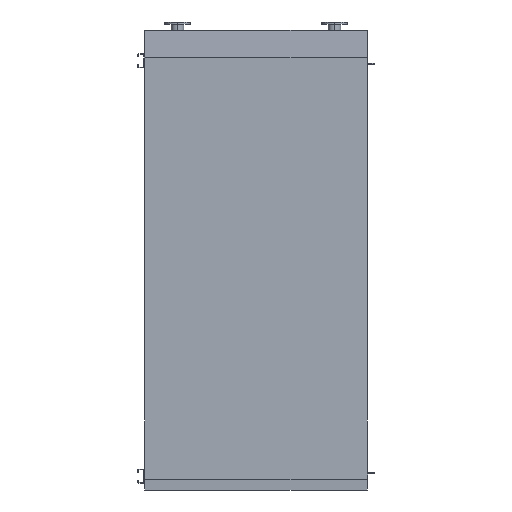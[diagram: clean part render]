
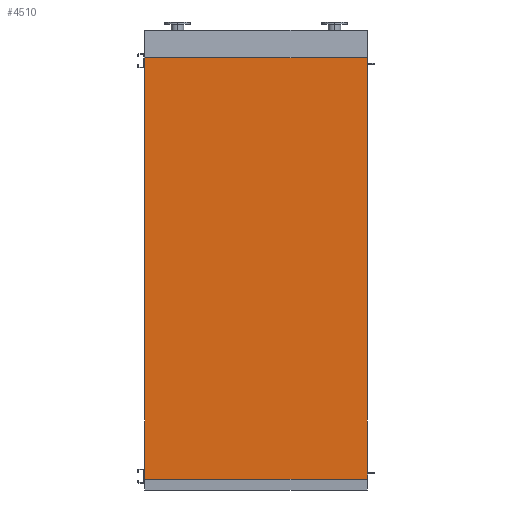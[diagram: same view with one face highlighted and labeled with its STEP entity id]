
A CAD part, front view. The second image highlights one B-rep face of the part: STEP entity #4510.
In plain terms, the highlighted planar face has unit normal (0, -1, 0).
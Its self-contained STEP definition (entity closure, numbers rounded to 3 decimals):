
#381 = VERTEX_POINT ( 'NONE', #5395 ) ;
#567 = EDGE_LOOP ( 'NONE', ( #8311, #1448, #8923, #8459 ) ) ;
#632 = CARTESIAN_POINT ( 'NONE',  ( -965., 0., -3650. ) ) ;
#756 = EDGE_CURVE ( 'NONE', #6864, #4062, #9478, .T. ) ;
#806 = DIRECTION ( 'NONE',  ( 1., 0., 0. ) ) ;
#1177 = LINE ( 'NONE', #4749, #5206 ) ;
#1372 = CARTESIAN_POINT ( 'NONE',  ( 965., 0., -3650. ) ) ;
#1448 = ORIENTED_EDGE ( 'NONE', *, *, #5984, .F. ) ;
#1610 = FACE_OUTER_BOUND ( 'NONE', #567, .T. ) ;
#2159 = AXIS2_PLACEMENT_3D ( 'NONE', #8813, #5068, #5125 ) ;
#2357 = DIRECTION ( 'NONE',  ( 0., 0., 1. ) ) ;
#3910 = DIRECTION ( 'NONE',  ( 1., 0., 0. ) ) ;
#4062 = VERTEX_POINT ( 'NONE', #9512 ) ;
#4510 = ADVANCED_FACE ( 'NONE', ( #1610 ), #5178, .T. ) ;
#4749 = CARTESIAN_POINT ( 'NONE',  ( -965., 0., 0. ) ) ;
#4945 = DIRECTION ( 'NONE',  ( 0., 0., 1. ) ) ;
#5068 = DIRECTION ( 'NONE',  ( 0., -1., 0. ) ) ;
#5125 = DIRECTION ( 'NONE',  ( 0., 0., -1. ) ) ;
#5145 = EDGE_CURVE ( 'NONE', #381, #4062, #1177, .T. ) ;
#5178 = PLANE ( 'NONE',  #2159 ) ;
#5206 = VECTOR ( 'NONE', #3910, 1000. ) ;
#5226 = CARTESIAN_POINT ( 'NONE',  ( -965., 0., -3650. ) ) ;
#5395 = CARTESIAN_POINT ( 'NONE',  ( -965., 0., 0. ) ) ;
#5984 = EDGE_CURVE ( 'NONE', #8886, #381, #10529, .T. ) ;
#6762 = VECTOR ( 'NONE', #2357, 1000. ) ;
#6864 = VERTEX_POINT ( 'NONE', #11186 ) ;
#7112 = LINE ( 'NONE', #632, #8865 ) ;
#7607 = EDGE_CURVE ( 'NONE', #8886, #6864, #7112, .T. ) ;
#7832 = CARTESIAN_POINT ( 'NONE',  ( -965., 0., -3650. ) ) ;
#8181 = VECTOR ( 'NONE', #4945, 1000. ) ;
#8311 = ORIENTED_EDGE ( 'NONE', *, *, #5145, .F. ) ;
#8459 = ORIENTED_EDGE ( 'NONE', *, *, #756, .T. ) ;
#8813 = CARTESIAN_POINT ( 'NONE',  ( -965., 0., -3650. ) ) ;
#8865 = VECTOR ( 'NONE', #806, 1000. ) ;
#8886 = VERTEX_POINT ( 'NONE', #5226 ) ;
#8923 = ORIENTED_EDGE ( 'NONE', *, *, #7607, .T. ) ;
#9478 = LINE ( 'NONE', #1372, #8181 ) ;
#9512 = CARTESIAN_POINT ( 'NONE',  ( 965., 0., 0. ) ) ;
#10529 = LINE ( 'NONE', #7832, #6762 ) ;
#11186 = CARTESIAN_POINT ( 'NONE',  ( 965., 0., -3650. ) ) ;
